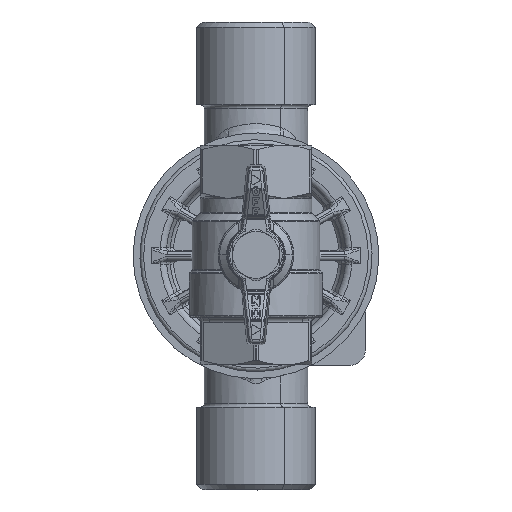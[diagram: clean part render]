
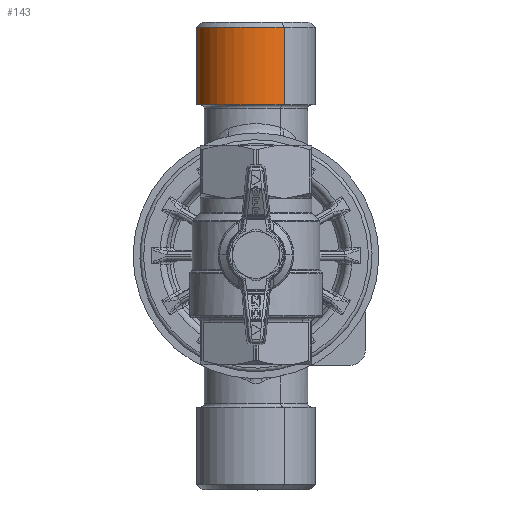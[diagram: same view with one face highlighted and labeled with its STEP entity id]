
A CAD part, top view. The second image highlights one B-rep face of the part: STEP entity #143.
In plain terms, the highlighted cylindrical face has radius 16.5 mm (diameter 33 mm), a partial arc.
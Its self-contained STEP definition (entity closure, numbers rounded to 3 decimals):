
#72=CARTESIAN_POINT('Vertex',(7.911,63.5,14.48)) ;
#79=CARTESIAN_POINT('Vertex',(-7.911,63.5,-14.48)) ;
#100=CARTESIAN_POINT('Axis2P3D Location',(0.,63.5,0.)) ;
#113=CARTESIAN_POINT('Axis2P3D Location',(0.,0.,0.)) ;
#118=CARTESIAN_POINT('Line Origine',(-7.911,0.,-14.48)) ;
#122=CARTESIAN_POINT('Vertex',(-7.911,42.,-14.48)) ;
#125=CARTESIAN_POINT('Axis2P3D Location',(0.,42.,0.)) ;
#129=CARTESIAN_POINT('Vertex',(7.911,42.,14.48)) ;
#132=CARTESIAN_POINT('Line Origine',(7.911,0.,14.48)) ;
#120=VECTOR('Line Direction',#119,1.) ;
#134=VECTOR('Line Direction',#133,1.) ;
#101=DIRECTION('Axis2P3D Direction',(0.,1.,0.)) ;
#114=DIRECTION('Axis2P3D Direction',(0.,1.,0.)) ;
#115=DIRECTION('Axis2P3D XDirection',(0.479,-0.,0.878)) ;
#119=DIRECTION('Vector Direction',(0.,1.,0.)) ;
#126=DIRECTION('Axis2P3D Direction',(0.,1.,0.)) ;
#133=DIRECTION('Vector Direction',(0.,1.,0.)) ;
#102=AXIS2_PLACEMENT_3D('Circle Axis2P3D',#100,#101,$) ;
#116=AXIS2_PLACEMENT_3D('Cylinder Axis2P3D',#113,#114,#115) ;
#127=AXIS2_PLACEMENT_3D('Circle Axis2P3D',#125,#126,$) ;
#121=LINE('Line',#118,#120) ;
#135=LINE('Line',#132,#134) ;
#103=CIRCLE('generated circle',#102,16.5) ;
#128=CIRCLE('generated circle',#127,16.5) ;
#117=CYLINDRICAL_SURFACE('generated cylinder',#116,16.5) ;
#104=EDGE_CURVE('',#80,#73,#103,.T.) ;
#124=EDGE_CURVE('',#80,#123,#121,.F.) ;
#131=EDGE_CURVE('',#123,#130,#128,.T.) ;
#136=EDGE_CURVE('',#73,#130,#135,.F.) ;
#138=ORIENTED_EDGE('',*,*,#124,.T.) ;
#139=ORIENTED_EDGE('',*,*,#131,.T.) ;
#140=ORIENTED_EDGE('',*,*,#136,.F.) ;
#141=ORIENTED_EDGE('',*,*,#104,.F.) ;
#137=EDGE_LOOP('',(#138,#139,#140,#141)) ;
#73=VERTEX_POINT('',#72) ;
#80=VERTEX_POINT('',#79) ;
#123=VERTEX_POINT('',#122) ;
#130=VERTEX_POINT('',#129) ;
#143=ADVANCED_FACE('CAL19130 - TST',(#142),#117,.T.) ;
#142=FACE_OUTER_BOUND('',#137,.T.) ;
